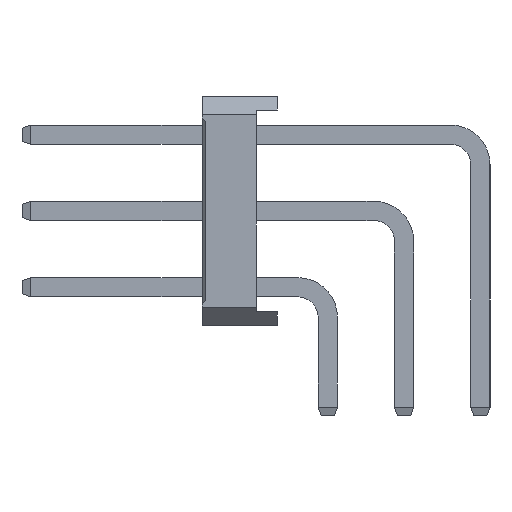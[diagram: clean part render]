
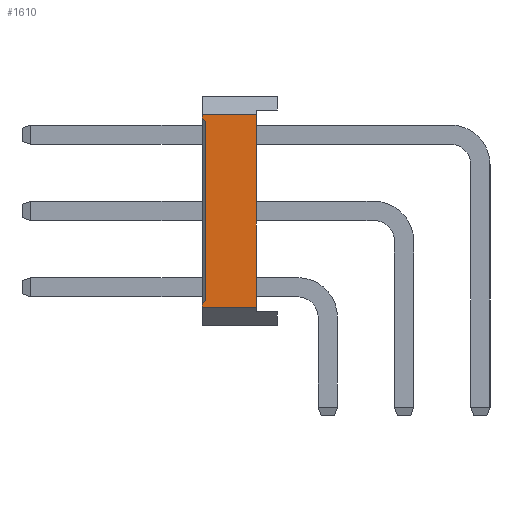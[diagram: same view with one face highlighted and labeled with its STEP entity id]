
A CAD part, left-side view. The second image highlights one B-rep face of the part: STEP entity #1610.
In plain terms, the highlighted planar face has unit normal (-1, 0, 0).
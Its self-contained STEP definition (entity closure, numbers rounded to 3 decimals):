
#1610=ADVANCED_FACE('',(#17671),#17673,.T.);
#17671=FACE_BOUND('',#17672,.T.);
#17672=EDGE_LOOP('',(#30727,#30728,#30729,#30730,#30731,#30732,#30733,#30734));
#17673=PLANE('',#17674);
#17674=AXIS2_PLACEMENT_3D('',#17675,#17676,#17677);
#17675=CARTESIAN_POINT('',(-1.27,1.68,0.6));
#17676=DIRECTION('',(-1.,0.,0.));
#17677=DIRECTION('',(0.,0.,1.));
#30727=ORIENTED_EDGE('',*,*,#39132,.F.);
#30728=ORIENTED_EDGE('',*,*,#39133,.T.);
#30729=ORIENTED_EDGE('',*,*,#39134,.F.);
#30730=ORIENTED_EDGE('',*,*,#38197,.F.);
#30731=ORIENTED_EDGE('',*,*,#39135,.F.);
#30732=ORIENTED_EDGE('',*,*,#37734,.T.);
#30733=ORIENTED_EDGE('',*,*,#39131,.T.);
#30734=ORIENTED_EDGE('',*,*,#38201,.F.);
#37734=EDGE_CURVE('',#42112,#42110,#42113,.T.);
#38197=EDGE_CURVE('',#43036,#43038,#43039,.T.);
#38201=EDGE_CURVE('',#43044,#43046,#43047,.T.);
#39131=EDGE_CURVE('',#42110,#43046,#44733,.T.);
#39132=EDGE_CURVE('',#44734,#43044,#44735,.F.);
#39133=EDGE_CURVE('',#44734,#44736,#44737,.T.);
#39134=EDGE_CURVE('',#43038,#44736,#44738,.F.);
#39135=EDGE_CURVE('',#42112,#43036,#44739,.T.);
#42110=VERTEX_POINT('',#49228);
#42112=VERTEX_POINT('',#49232);
#42113=LINE('',#49233,#49234);
#43036=VERTEX_POINT('',#51080);
#43038=VERTEX_POINT('',#51084);
#43039=LINE('',#51085,#51086);
#43044=VERTEX_POINT('',#51096);
#43046=VERTEX_POINT('',#51100);
#43047=LINE('',#51101,#51102);
#44733=LINE('',#54731,#54732);
#44734=VERTEX_POINT('',#54734);
#44735=LINE('',#54735,#54736);
#44736=VERTEX_POINT('',#54738);
#44737=LINE('',#54739,#54740);
#44738=LINE('',#54742,#54743);
#44739=LINE('',#54745,#54746);
#49228=CARTESIAN_POINT('',(-1.27,2.38,7.02));
#49232=CARTESIAN_POINT('',(-1.27,2.38,0.6));
#49233=CARTESIAN_POINT('',(-1.27,2.38,0.6));
#49234=VECTOR('',#49235,1.);
#49235=DIRECTION('',(0.,0.,1.));
#51080=CARTESIAN_POINT('',(-1.27,4.18,0.6));
#51084=CARTESIAN_POINT('',(-1.27,4.18,0.72));
#51085=CARTESIAN_POINT('',(-1.27,4.18,0.6));
#51086=VECTOR('',#51087,1.);
#51087=DIRECTION('',(0.,0.,1.));
#51096=CARTESIAN_POINT('',(-1.27,4.18,6.9));
#51100=CARTESIAN_POINT('',(-1.27,4.18,7.02));
#51101=CARTESIAN_POINT('',(-1.27,4.18,6.9));
#51102=VECTOR('',#51103,1.);
#51103=DIRECTION('',(0.,0.,1.));
#54731=CARTESIAN_POINT('',(-1.27,2.38,7.02));
#54732=VECTOR('',#54733,1.);
#54733=DIRECTION('',(0.,1.,0.));
#54734=CARTESIAN_POINT('',(-1.27,4.08,6.8));
#54735=CARTESIAN_POINT('',(-1.27,4.18,6.9));
#54736=VECTOR('',#54737,1.);
#54737=DIRECTION('',(0.,-0.707,-0.707));
#54738=CARTESIAN_POINT('',(-1.27,4.08,0.82));
#54739=CARTESIAN_POINT('',(-1.27,4.08,6.8));
#54740=VECTOR('',#54741,1.);
#54741=DIRECTION('',(0.,0.,-1.));
#54742=CARTESIAN_POINT('',(-1.27,4.08,0.82));
#54743=VECTOR('',#54744,1.);
#54744=DIRECTION('',(0.,0.707,-0.707));
#54745=CARTESIAN_POINT('',(-1.27,2.38,0.6));
#54746=VECTOR('',#54747,1.);
#54747=DIRECTION('',(0.,1.,0.));
